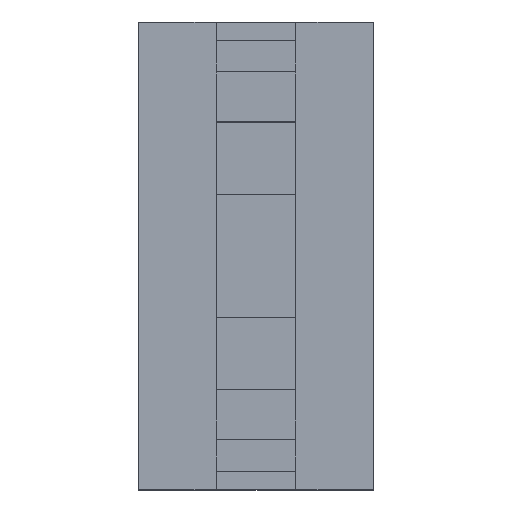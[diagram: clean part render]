
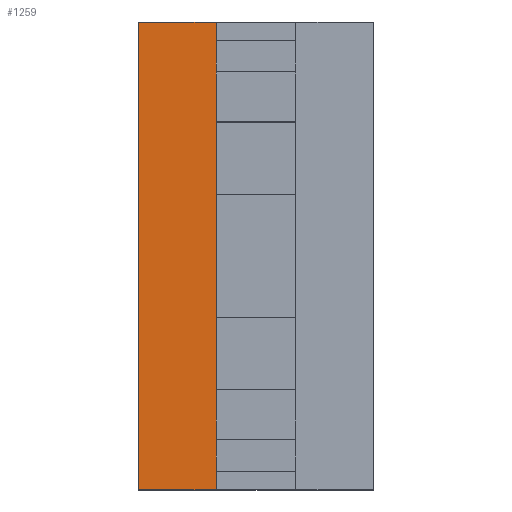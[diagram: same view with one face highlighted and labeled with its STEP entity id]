
A CAD part, top view. The second image highlights one B-rep face of the part: STEP entity #1259.
In plain terms, the highlighted planar face has unit normal (0, 0, 1).
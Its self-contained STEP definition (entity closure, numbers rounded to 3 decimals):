
#273 = LINE ( 'NONE', #1885, #5867 ) ;
#723 = VERTEX_POINT ( 'NONE', #7268 ) ;
#836 = CARTESIAN_POINT ( 'NONE',  ( -4., -23.5, 7.5 ) ) ;
#860 = CARTESIAN_POINT ( 'NONE',  ( 11.8, -23.5, 7.5 ) ) ;
#970 = EDGE_CURVE ( 'NONE', #2217, #1441, #273, .T. ) ;
#1030 = VERTEX_POINT ( 'NONE', #4885 ) ;
#1053 = VECTOR ( 'NONE', #1592, 1000. ) ;
#1143 = FACE_OUTER_BOUND ( 'NONE', #1978, .T. ) ;
#1259 = ADVANCED_FACE ( 'NONE', ( #1143 ), #4479, .F. ) ;
#1441 = VERTEX_POINT ( 'NONE', #5994 ) ;
#1533 = LINE ( 'NONE', #860, #1537 ) ;
#1537 = VECTOR ( 'NONE', #3801, 1000. ) ;
#1592 = DIRECTION ( 'NONE',  ( -1., 0., 0. ) ) ;
#1667 = DIRECTION ( 'NONE',  ( 0., 0., -1. ) ) ;
#1885 = CARTESIAN_POINT ( 'NONE',  ( -11.8, 23.5, 7.5 ) ) ;
#1978 = EDGE_LOOP ( 'NONE', ( #2896, #3766, #4617, #2009 ) ) ;
#2009 = ORIENTED_EDGE ( 'NONE', *, *, #970, .T. ) ;
#2121 = VECTOR ( 'NONE', #7194, 1000. ) ;
#2217 = VERTEX_POINT ( 'NONE', #2389 ) ;
#2389 = CARTESIAN_POINT ( 'NONE',  ( -11.8, 23.5, 7.5 ) ) ;
#2814 = AXIS2_PLACEMENT_3D ( 'NONE', #4628, #1667, #3932 ) ;
#2896 = ORIENTED_EDGE ( 'NONE', *, *, #5584, .F. ) ;
#3766 = ORIENTED_EDGE ( 'NONE', *, *, #5139, .F. ) ;
#3801 = DIRECTION ( 'NONE',  ( -1., 0., 0. ) ) ;
#3899 = LINE ( 'NONE', #4406, #1053 ) ;
#3932 = DIRECTION ( 'NONE',  ( 0., 1., 0. ) ) ;
#4146 = DIRECTION ( 'NONE',  ( 0., -1., 0. ) ) ;
#4406 = CARTESIAN_POINT ( 'NONE',  ( 11.8, 23.5, 7.5 ) ) ;
#4479 = PLANE ( 'NONE',  #2814 ) ;
#4617 = ORIENTED_EDGE ( 'NONE', *, *, #4915, .T. ) ;
#4628 = CARTESIAN_POINT ( 'NONE',  ( 11.8, 23.5, 7.5 ) ) ;
#4885 = CARTESIAN_POINT ( 'NONE',  ( -4., 23.5, 7.5 ) ) ;
#4915 = EDGE_CURVE ( 'NONE', #1030, #2217, #3899, .T. ) ;
#5139 = EDGE_CURVE ( 'NONE', #1030, #723, #6626, .T. ) ;
#5584 = EDGE_CURVE ( 'NONE', #723, #1441, #1533, .T. ) ;
#5867 = VECTOR ( 'NONE', #4146, 1000. ) ;
#5994 = CARTESIAN_POINT ( 'NONE',  ( -11.8, -23.5, 7.5 ) ) ;
#6626 = LINE ( 'NONE', #836, #2121 ) ;
#7194 = DIRECTION ( 'NONE',  ( 0., -1., 0. ) ) ;
#7268 = CARTESIAN_POINT ( 'NONE',  ( -4., -23.5, 7.5 ) ) ;
